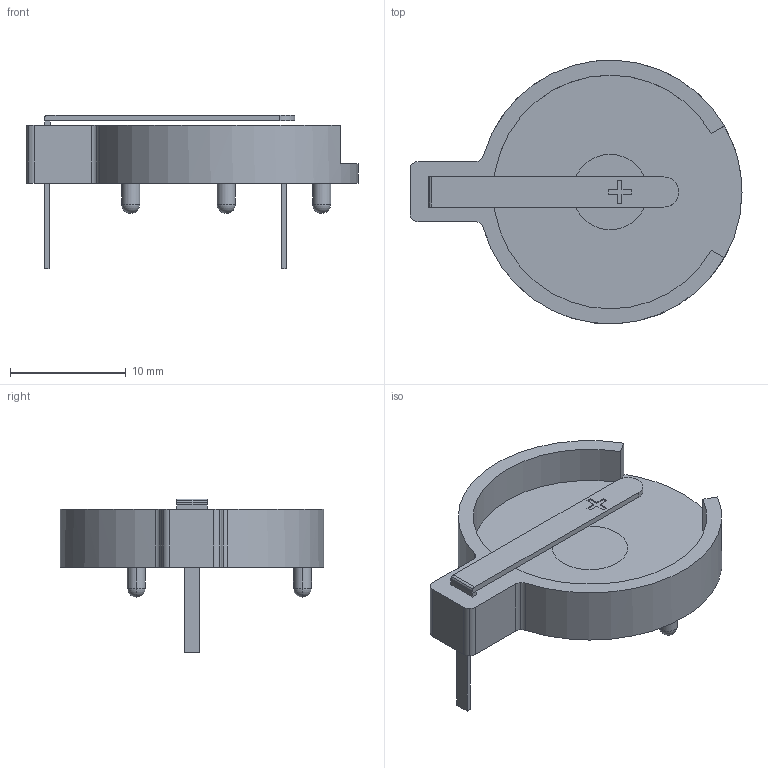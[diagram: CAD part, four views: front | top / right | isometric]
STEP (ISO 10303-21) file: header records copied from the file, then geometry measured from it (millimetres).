
FILE_DESCRIPTION((''),'2;1');
FILE_NAME('BATH_KEYSTONE_103.stp','2009-10-20T14:04:05',(''),(''),'Mechanical Desktop 2006','Mechanical Desktop 2006',', , ');
FILE_SCHEMA(('AUTOMOTIVE_DESIGN { 1 2 10303 214 0 1 1 1 }'));
Length unit declared in the file: millimetre
Products named in the file (1): Product
Bounding box: 28.7 x 22.78 x 13.3 mm (x, y, z)
Volume: 1140.6 mm3; surface area: 1749.7 mm2
Topology: 9 solids, 9 shells, 82 faces, 189 edges, 121 vertices
Faces by surface type: plane 50, cylinder 26, sphere 6
Entity records: 2297 total; most frequent: DIRECTION 403, CARTESIAN_POINT 381, ORIENTED_EDGE 360, EDGE_CURVE 180, AXIS2_PLACEMENT_3D 140, VECTOR 123, LINE 123, VERTEX_POINT 118
